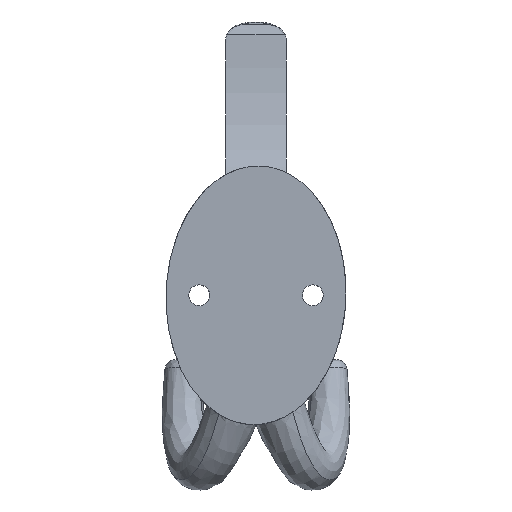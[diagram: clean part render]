
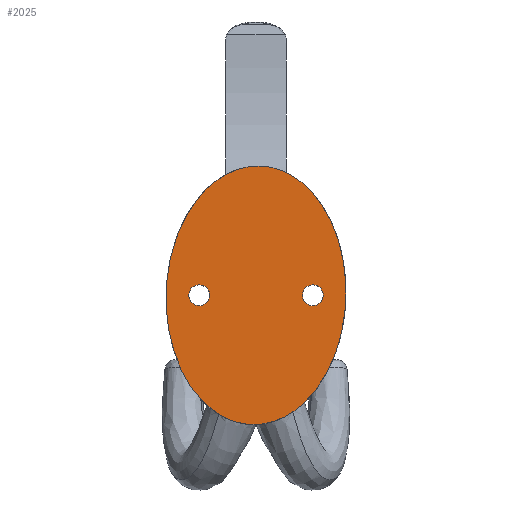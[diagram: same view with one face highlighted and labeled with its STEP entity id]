
A CAD part, top view. The second image highlights one B-rep face of the part: STEP entity #2025.
In plain terms, the highlighted free-form (B-spline) face has degree [1, 1] with [2, 2] control points.
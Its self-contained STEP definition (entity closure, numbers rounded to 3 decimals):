
#538 = VERTEX_POINT('',#539);
#539 = CARTESIAN_POINT('',(12.668,0.,10.341));
#546 = VERTEX_POINT('',#547);
#547 = CARTESIAN_POINT('',(18.356,0.,
    10.341));
#552 = EDGE_CURVE('',#538,#546,#553,.T.);
#553 = ( BOUNDED_CURVE() B_SPLINE_CURVE(2,(#554,#555,#556,#557,#558),
.UNSPECIFIED.,.F.,.F.) B_SPLINE_CURVE_WITH_KNOTS((3,2,3),(3.142,
4.712,6.283),.PIECEWISE_BEZIER_KNOTS.) CURVE() 
GEOMETRIC_REPRESENTATION_ITEM() RATIONAL_B_SPLINE_CURVE((1.,
0.707,1.,0.707,1.)) REPRESENTATION_ITEM('') );
#554 = CARTESIAN_POINT('',(12.668,0.,
    10.341));
#555 = CARTESIAN_POINT('',(12.668,-2.844,
    10.341));
#556 = CARTESIAN_POINT('',(15.512,-2.844,
    10.341));
#557 = CARTESIAN_POINT('',(18.356,-2.844,
    10.341));
#558 = CARTESIAN_POINT('',(18.356,0.,
    10.341));
#623 = VERTEX_POINT('',#624);
#624 = CARTESIAN_POINT('',(-18.356,0.,10.341));
#631 = VERTEX_POINT('',#632);
#632 = CARTESIAN_POINT('',(-12.668,0.,
    10.341));
#637 = EDGE_CURVE('',#623,#631,#638,.T.);
#638 = ( BOUNDED_CURVE() B_SPLINE_CURVE(2,(#639,#640,#641,#642,#643),
.UNSPECIFIED.,.F.,.F.) B_SPLINE_CURVE_WITH_KNOTS((3,2,3),(3.142,
4.712,6.283),.PIECEWISE_BEZIER_KNOTS.) CURVE() 
GEOMETRIC_REPRESENTATION_ITEM() RATIONAL_B_SPLINE_CURVE((1.,
0.707,1.,0.707,1.)) REPRESENTATION_ITEM('') );
#639 = CARTESIAN_POINT('',(-18.356,0.,
    10.341));
#640 = CARTESIAN_POINT('',(-18.356,-2.844,
    10.341));
#641 = CARTESIAN_POINT('',(-15.512,-2.844,
    10.341));
#642 = CARTESIAN_POINT('',(-12.668,-2.844,
    10.341));
#643 = CARTESIAN_POINT('',(-12.668,0.,
    10.341));
#1651 = VERTEX_POINT('',#1652);
#1652 = CARTESIAN_POINT('',(1.127,35.28,
    10.341));
#1753 = VERTEX_POINT('',#1754);
#1754 = CARTESIAN_POINT('',(-1.127,-35.28,
    10.341));
#1759 = EDGE_CURVE('',#1753,#1651,#1760,.T.);
#1760 = ( BOUNDED_CURVE() B_SPLINE_CURVE(3,(#1761,#1762,#1763,#1764),
.UNSPECIFIED.,.F.,.F.) B_SPLINE_CURVE_WITH_KNOTS((4,4),(3.142,
6.283),.PIECEWISE_BEZIER_KNOTS.) CURVE() 
GEOMETRIC_REPRESENTATION_ITEM() RATIONAL_B_SPLINE_CURVE((1.,
0.333,0.333,1.)) REPRESENTATION_ITEM('') );
#1761 = CARTESIAN_POINT('',(-1.127,-35.28,
    10.341));
#1762 = CARTESIAN_POINT('',(47.962,-36.847,
    10.341));
#1763 = CARTESIAN_POINT('',(50.215,33.712,
    10.341));
#1764 = CARTESIAN_POINT('',(1.127,35.28,
    10.341));
#2009 = EDGE_CURVE('',#1651,#1753,#2010,.T.);
#2010 = ( BOUNDED_CURVE() B_SPLINE_CURVE(3,(#2011,#2012,#2013,#2014),
.UNSPECIFIED.,.F.,.F.) B_SPLINE_CURVE_WITH_KNOTS((4,4),(0.,3.142
),.PIECEWISE_BEZIER_KNOTS.) CURVE() GEOMETRIC_REPRESENTATION_ITEM() 
RATIONAL_B_SPLINE_CURVE((1.,0.333,0.333,1.)) 
REPRESENTATION_ITEM('') );
#2011 = CARTESIAN_POINT('',(1.127,35.28,
    10.341));
#2012 = CARTESIAN_POINT('',(-47.962,36.847,
    10.341));
#2013 = CARTESIAN_POINT('',(-50.215,-33.712,
    10.341));
#2014 = CARTESIAN_POINT('',(-1.127,-35.28,
    10.341));
#2025 = ADVANCED_FACE('',(#2026,#2037,#2048),#2052,.T.);
#2026 = FACE_BOUND('',#2027,.T.);
#2027 = EDGE_LOOP('',(#2028,#2029));
#2028 = ORIENTED_EDGE('',*,*,#552,.F.);
#2029 = ORIENTED_EDGE('',*,*,#2030,.F.);
#2030 = EDGE_CURVE('',#546,#538,#2031,.T.);
#2031 = ( BOUNDED_CURVE() B_SPLINE_CURVE(2,(#2032,#2033,#2034,#2035,
#2036),.UNSPECIFIED.,.F.,.F.) B_SPLINE_CURVE_WITH_KNOTS((3,2,3),(0.,
1.571,3.142),.PIECEWISE_BEZIER_KNOTS.) CURVE() 
GEOMETRIC_REPRESENTATION_ITEM() RATIONAL_B_SPLINE_CURVE((1.,
0.707,1.,0.707,1.)) REPRESENTATION_ITEM('') );
#2032 = CARTESIAN_POINT('',(18.356,0.,10.341));
#2033 = CARTESIAN_POINT('',(18.356,2.844,
    10.341));
#2034 = CARTESIAN_POINT('',(15.512,2.844,
    10.341));
#2035 = CARTESIAN_POINT('',(12.668,2.844,
    10.341));
#2036 = CARTESIAN_POINT('',(12.668,0.,
    10.341));
#2037 = FACE_BOUND('',#2038,.T.);
#2038 = EDGE_LOOP('',(#2039,#2040));
#2039 = ORIENTED_EDGE('',*,*,#637,.F.);
#2040 = ORIENTED_EDGE('',*,*,#2041,.F.);
#2041 = EDGE_CURVE('',#631,#623,#2042,.T.);
#2042 = ( BOUNDED_CURVE() B_SPLINE_CURVE(2,(#2043,#2044,#2045,#2046,
#2047),.UNSPECIFIED.,.F.,.F.) B_SPLINE_CURVE_WITH_KNOTS((3,2,3),(0.,
1.571,3.142),.PIECEWISE_BEZIER_KNOTS.) CURVE() 
GEOMETRIC_REPRESENTATION_ITEM() RATIONAL_B_SPLINE_CURVE((1.,
0.707,1.,0.707,1.)) REPRESENTATION_ITEM('') );
#2043 = CARTESIAN_POINT('',(-12.668,0.,10.341));
#2044 = CARTESIAN_POINT('',(-12.668,2.844,
    10.341));
#2045 = CARTESIAN_POINT('',(-15.512,2.844,
    10.341));
#2046 = CARTESIAN_POINT('',(-18.356,2.844,
    10.341));
#2047 = CARTESIAN_POINT('',(-18.356,0.,
    10.341));
#2048 = FACE_BOUND('',#2049,.T.);
#2049 = EDGE_LOOP('',(#2050,#2051));
#2050 = ORIENTED_EDGE('',*,*,#2009,.T.);
#2051 = ORIENTED_EDGE('',*,*,#1759,.T.);
#2052 = B_SPLINE_SURFACE_WITH_KNOTS('',1,1,(
    (#2053,#2054)
    ,(#2055,#2056
    )),.UNSPECIFIED.,.F.,.F.,.F.,(2,2),(2,2),(-48.559,
    48.559),(-35.632,35.632),
  .PIECEWISE_BEZIER_KNOTS.);
#2053 = CARTESIAN_POINT('',(-50.215,-36.847,
    10.341));
#2054 = CARTESIAN_POINT('',(-50.215,36.847,
    10.341));
#2055 = CARTESIAN_POINT('',(50.215,-36.847,
    10.341));
#2056 = CARTESIAN_POINT('',(50.215,36.847,
    10.341));
